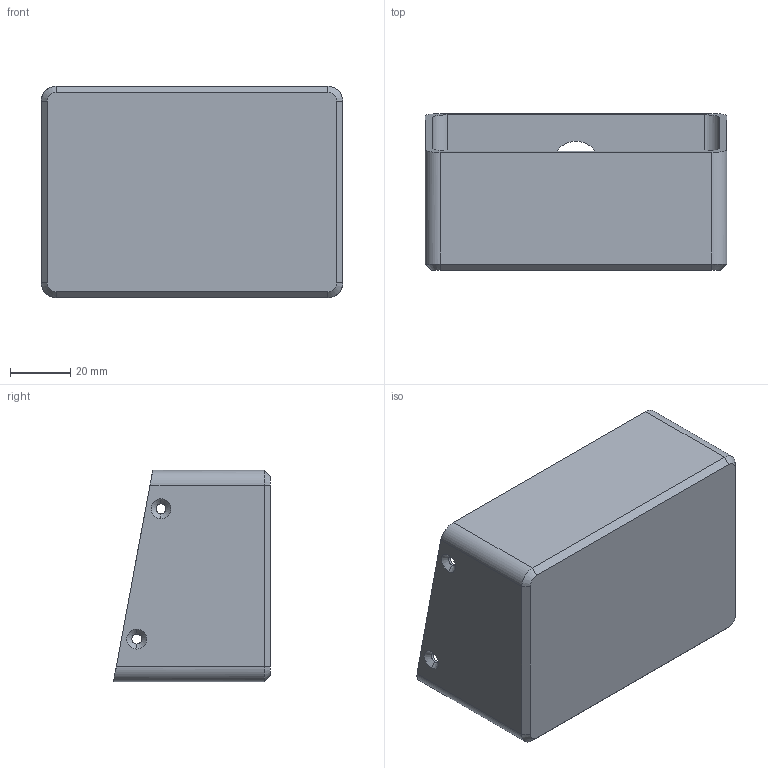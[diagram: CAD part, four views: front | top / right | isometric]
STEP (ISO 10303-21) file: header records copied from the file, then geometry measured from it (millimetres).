
FILE_DESCRIPTION (( 'STEP AP214' ), '1' );
FILE_NAME ('Case Body.STEP', '2023-10-12T16:47:15', ( '' ), ( '' ), 'SwSTEP 2.0', 'SolidWorks 2023', '' );
FILE_SCHEMA (( 'AUTOMOTIVE_DESIGN' ));
Length unit declared in the file: millimetre
Products named in the file (1): Case Body
Bounding box: 100 x 52 x 70 mm (x, y, z)
Volume: 46859.8 mm3; surface area: 42098.9 mm2
Topology: 1 solids, 1 shells, 115 faces, 260 edges, 156 vertices
Faces by surface type: plane 43, cone 38, cylinder 34
Entity records: 3231 total; most frequent: DIRECTION 578, CARTESIAN_POINT 568, ORIENTED_EDGE 520, EDGE_CURVE 260, AXIS2_PLACEMENT_3D 214, VERTEX_POINT 156, LINE 150, VECTOR 150
